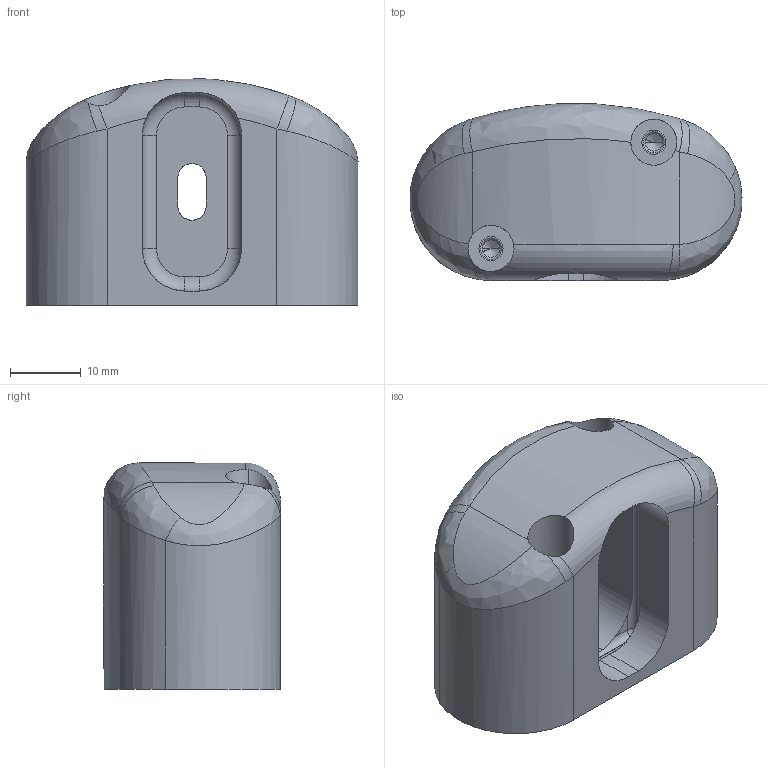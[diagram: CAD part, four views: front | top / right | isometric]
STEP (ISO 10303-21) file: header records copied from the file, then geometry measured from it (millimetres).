
FILE_DESCRIPTION((''),'2;1');
FILE_NAME('CAD-7261_SW0001','2021-05-26T10:16:47',('creinig-se'),(''),'CREO PARAMETRIC BY PTC INC, 2019292','CREO PARAMETRIC BY PTC INC, 2019292','');
FILE_SCHEMA(('CONFIG_CONTROL_DESIGN','SHAPE_APPEARANCE_LAYERS_GROUPS'));
Length unit declared in the file: millimetre
Products named in the file (1): CAD-7261_SW0001
Bounding box: 46.88 x 25 x 31.97 mm (x, y, z)
Volume: 18962.7 mm3; surface area: 9024.5 mm2
Topology: 1 solids, 1 shells, 235 faces, 635 edges, 408 vertices
Faces by surface type: cylinder 88, plane 81, cone 36, sphere 16, bspline 9, torus 5
Entity records: 10043 total; most frequent: CARTESIAN_POINT 2388, ORIENTED_EDGE 1262, DIRECTION 1260, EDGE_CURVE 631, AXIS2_PLACEMENT_3D 504, VERTEX_POINT 408, CIRCLE 278, VECTOR 252
